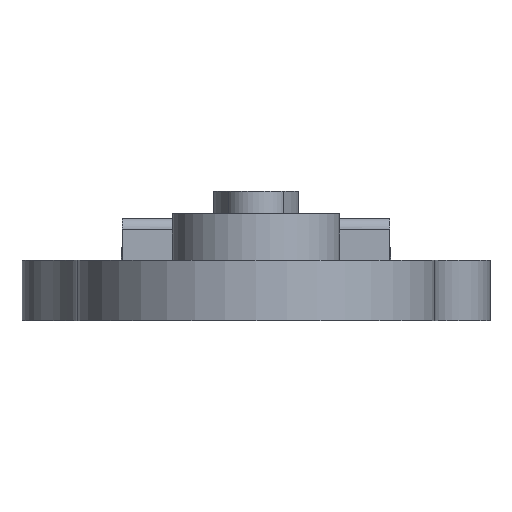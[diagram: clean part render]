
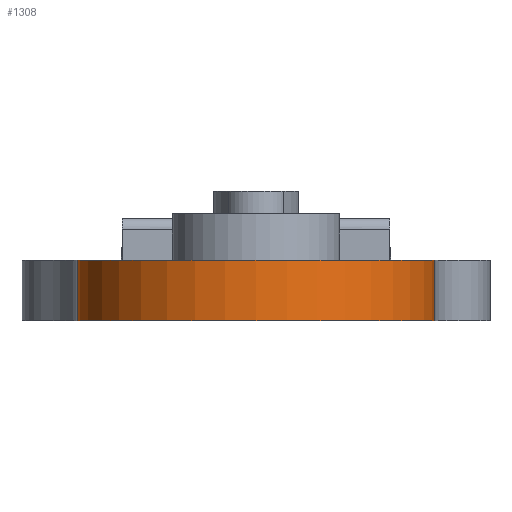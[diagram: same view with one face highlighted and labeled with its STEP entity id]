
A CAD part, front view. The second image highlights one B-rep face of the part: STEP entity #1308.
In plain terms, the highlighted cylindrical face has radius 16 mm (diameter 32 mm), a partial arc.
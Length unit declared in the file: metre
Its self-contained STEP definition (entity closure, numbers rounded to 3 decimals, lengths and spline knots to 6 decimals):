
#39=CYLINDRICAL_SURFACE('',#1410,0.016);
#106=CIRCLE('',#1393,0.016);
#115=CIRCLE('',#1411,0.016);
#211=ORIENTED_EDGE('',*,*,#598,.T.);
#212=ORIENTED_EDGE('',*,*,#599,.T.);
#213=ORIENTED_EDGE('',*,*,#571,.T.);
#214=ORIENTED_EDGE('',*,*,#600,.F.);
#571=EDGE_CURVE('',#769,#768,#106,.T.);
#598=EDGE_CURVE('',#792,#793,#115,.T.);
#599=EDGE_CURVE('',#793,#769,#908,.T.);
#600=EDGE_CURVE('',#792,#768,#909,.T.);
#768=VERTEX_POINT('',#1919);
#769=VERTEX_POINT('',#1921);
#792=VERTEX_POINT('',#1993);
#793=VERTEX_POINT('',#1994);
#908=LINE('',#1995,#1015);
#909=LINE('',#1996,#1016);
#1015=VECTOR('',#1595,1.);
#1016=VECTOR('',#1596,1.);
#1106=EDGE_LOOP('',(#211,#212,#213,#214));
#1194=FACE_BOUND('',#1106,.T.);
#1308=ADVANCED_FACE('',(#1194),#39,.T.);
#1393=AXIS2_PLACEMENT_3D('',#1920,#1542,#1543);
#1410=AXIS2_PLACEMENT_3D('',#1991,#1591,#1592);
#1411=AXIS2_PLACEMENT_3D('',#1992,#1593,#1594);
#1542=DIRECTION('',(0.,0.,-1.));
#1543=DIRECTION('',(-1.,0.,0.));
#1591=DIRECTION('',(0.,0.,1.));
#1592=DIRECTION('',(-1.,0.,0.));
#1593=DIRECTION('',(0.,0.,1.));
#1594=DIRECTION('',(1.,0.,0.));
#1595=DIRECTION('',(0.,0.,1.));
#1596=DIRECTION('',(0.,0.,1.));
#1919=CARTESIAN_POINT('',(-0.016,0.,-0.0002));
#1920=CARTESIAN_POINT('',(0.,0.,-0.0002));
#1921=CARTESIAN_POINT('',(0.016,0.,-0.0002));
#1991=CARTESIAN_POINT('',(0.,0.,-0.0056));
#1992=CARTESIAN_POINT('',(0.,0.,-0.0056));
#1993=CARTESIAN_POINT('',(-0.016,0.,-0.0056));
#1994=CARTESIAN_POINT('',(0.016,0.,-0.0056));
#1995=CARTESIAN_POINT('',(0.016,0.,-0.0056));
#1996=CARTESIAN_POINT('',(-0.016,0.,-0.0056));
